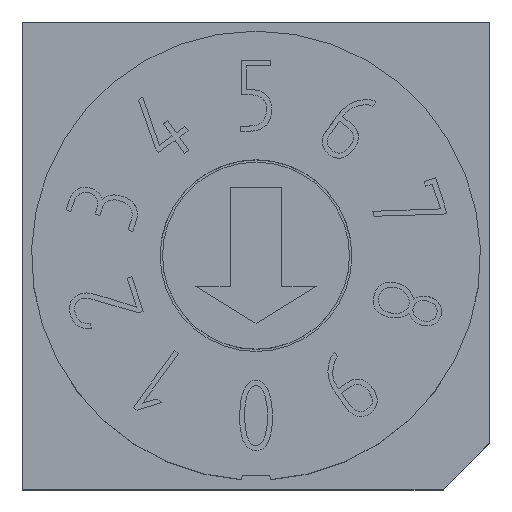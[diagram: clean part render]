
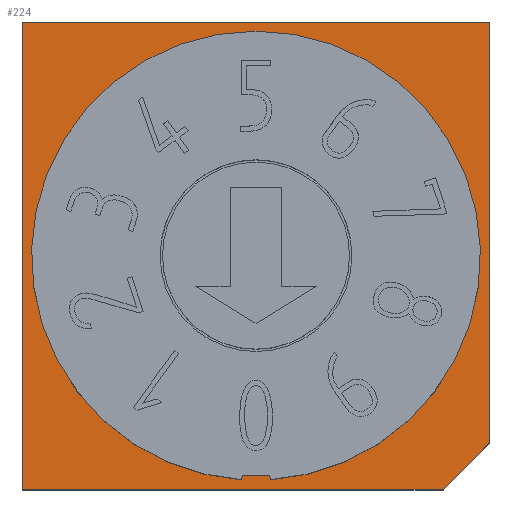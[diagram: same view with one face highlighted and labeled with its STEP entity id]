
A CAD part, top view. The second image highlights one B-rep face of the part: STEP entity #224.
In plain terms, the highlighted planar face has unit normal (0, 0, 1).
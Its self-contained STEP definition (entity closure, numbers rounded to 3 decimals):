
#224 = ADVANCED_FACE( '', ( #600, #601 ), #602, .T. );
#600 = FACE_OUTER_BOUND( '', #1147, .T. );
#601 = FACE_BOUND( '', #1148, .T. );
#602 = PLANE( '', #1149 );
#1147 = EDGE_LOOP( '', ( #1830, #1831, #1832, #1833, #1834 ) );
#1148 = EDGE_LOOP( '', ( #1835, #1836, #1837, #1838 ) );
#1149 = AXIS2_PLACEMENT_3D( '', #1839, #1840, #1841 );
#1830 = ORIENTED_EDGE( '', *, *, #3589, .T. );
#1831 = ORIENTED_EDGE( '', *, *, #3590, .T. );
#1832 = ORIENTED_EDGE( '', *, *, #3591, .T. );
#1833 = ORIENTED_EDGE( '', *, *, #3592, .T. );
#1834 = ORIENTED_EDGE( '', *, *, #3593, .T. );
#1835 = ORIENTED_EDGE( '', *, *, #3594, .T. );
#1836 = ORIENTED_EDGE( '', *, *, #3595, .F. );
#1837 = ORIENTED_EDGE( '', *, *, #3596, .F. );
#1838 = ORIENTED_EDGE( '', *, *, #3597, .F. );
#1839 = CARTESIAN_POINT( '', ( -5., -5., 2.8 ) );
#1840 = DIRECTION( '', ( 0., 0., 1. ) );
#1841 = DIRECTION( '', ( 1., 0., 0. ) );
#3589 = EDGE_CURVE( '', #4247, #4248, #4249, .T. );
#3590 = EDGE_CURVE( '', #4248, #4250, #4251, .F. );
#3591 = EDGE_CURVE( '', #4250, #4252, #4253, .T. );
#3592 = EDGE_CURVE( '', #4252, #4254, #4255, .T. );
#3593 = EDGE_CURVE( '', #4254, #4247, #4256, .T. );
#3594 = EDGE_CURVE( '', #4257, #4258, #4259, .T. );
#3595 = EDGE_CURVE( '', #4260, #4258, #4261, .T. );
#3596 = EDGE_CURVE( '', #4262, #4260, #4263, .T. );
#3597 = EDGE_CURVE( '', #4257, #4262, #4264, .T. );
#4247 = VERTEX_POINT( '', #5249 );
#4248 = VERTEX_POINT( '', #5250 );
#4249 = LINE( '', #5251, #5252 );
#4250 = VERTEX_POINT( '', #5253 );
#4251 = LINE( '', #5254, #5255 );
#4252 = VERTEX_POINT( '', #5256 );
#4253 = LINE( '', #5257, #5258 );
#4254 = VERTEX_POINT( '', #5259 );
#4255 = LINE( '', #5260, #5261 );
#4256 = LINE( '', #5262, #5263 );
#4257 = VERTEX_POINT( '', #5264 );
#4258 = VERTEX_POINT( '', #5265 );
#4259 = CIRCLE( '', #5266, 4.8 );
#4260 = VERTEX_POINT( '', #5267 );
#4261 = LINE( '', #5268, #5269 );
#4262 = VERTEX_POINT( '', #5270 );
#4263 = CIRCLE( '', #5271, 4.7 );
#4264 = LINE( '', #5272, #5273 );
#5249 = CARTESIAN_POINT( '', ( -5., -5., 2.8 ) );
#5250 = CARTESIAN_POINT( '', ( 4., -5., 2.8 ) );
#5251 = CARTESIAN_POINT( '', ( -5., -5., 2.8 ) );
#5252 = VECTOR( '', #7002, 1000. );
#5253 = CARTESIAN_POINT( '', ( 5., -4., 2.8 ) );
#5254 = CARTESIAN_POINT( '', ( -0.5, -9.5, 2.8 ) );
#5255 = VECTOR( '', #7003, 1000. );
#5256 = CARTESIAN_POINT( '', ( 5., 5., 2.8 ) );
#5257 = CARTESIAN_POINT( '', ( 5., -5., 2.8 ) );
#5258 = VECTOR( '', #7004, 1000. );
#5259 = CARTESIAN_POINT( '', ( -5., 5., 2.8 ) );
#5260 = CARTESIAN_POINT( '', ( 5., 5., 2.8 ) );
#5261 = VECTOR( '', #7005, 1000. );
#5262 = CARTESIAN_POINT( '', ( -5., 5., 2.8 ) );
#5263 = VECTOR( '', #7006, 1000. );
#5264 = CARTESIAN_POINT( '', ( -0.303, -4.79, 2.8 ) );
#5265 = CARTESIAN_POINT( '', ( 0.303, -4.79, 2.8 ) );
#5266 = AXIS2_PLACEMENT_3D( '', #7007, #7008, #7009 );
#5267 = CARTESIAN_POINT( '', ( 0.297, -4.691, 2.8 ) );
#5268 = CARTESIAN_POINT( '', ( 0.303, -4.79, 2.8 ) );
#5269 = VECTOR( '', #7010, 1000. );
#5270 = CARTESIAN_POINT( '', ( -0.297, -4.691, 2.8 ) );
#5271 = AXIS2_PLACEMENT_3D( '', #7011, #7012, #7013 );
#5272 = CARTESIAN_POINT( '', ( -0.297, -4.691, 2.8 ) );
#5273 = VECTOR( '', #7014, 1000. );
#7002 = DIRECTION( '', ( 1., 0., 0. ) );
#7003 = DIRECTION( '', ( -0.707, -0.707, 0. ) );
#7004 = DIRECTION( '', ( 0., 1., 0. ) );
#7005 = DIRECTION( '', ( -1., 0., 0. ) );
#7006 = DIRECTION( '', ( 0., -1., 0. ) );
#7007 = CARTESIAN_POINT( '', ( 0., 0., 2.8 ) );
#7008 = DIRECTION( '', ( 0., 0., -1. ) );
#7009 = DIRECTION( '', ( 1., 0., 0. ) );
#7010 = DIRECTION( '', ( 0.063, -0.998, 0. ) );
#7011 = CARTESIAN_POINT( '', ( 0., 0., 2.8 ) );
#7012 = DIRECTION( '', ( 0., 0., 1. ) );
#7013 = DIRECTION( '', ( 1., 0., 0. ) );
#7014 = DIRECTION( '', ( 0.063, 0.998, 0. ) );
